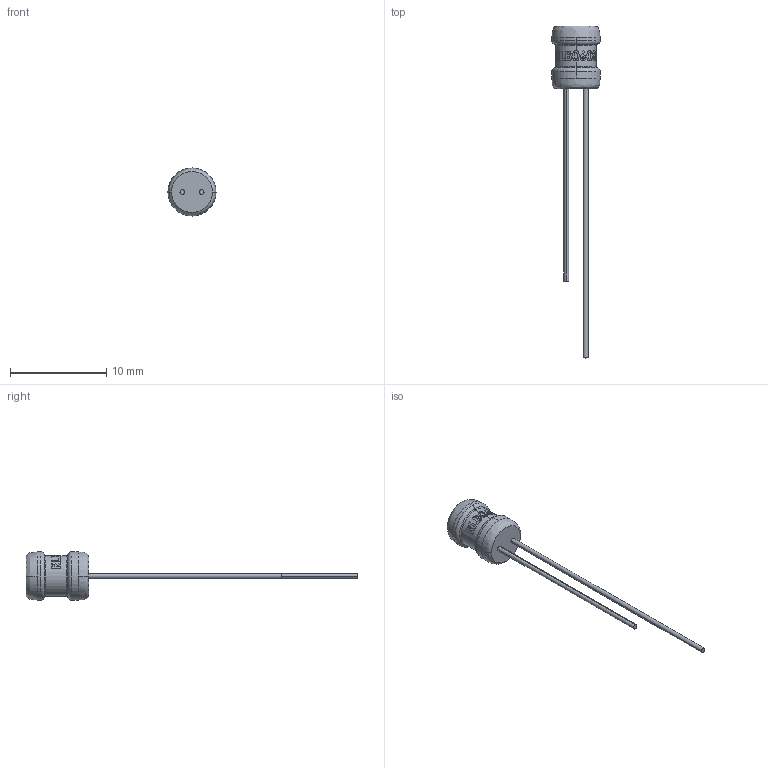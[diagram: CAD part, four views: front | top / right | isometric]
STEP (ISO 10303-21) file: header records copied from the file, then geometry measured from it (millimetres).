
FILE_DESCRIPTION (( 'STEP AP214' ), '1' );
FILE_NAME ('User Library-RLB 0608.STEP', '2017-05-09T01:10:27', ( 'Windows User' ), ( '' ), 'SwSTEP 2.0', 'SolidWorks 2017', '' );
FILE_SCHEMA (( 'AUTOMOTIVE_DESIGN' ));
Length unit declared in the file: millimetre
Products named in the file (1): User Library-RLB 0608
Bounding box: 5 x 34.5 x 5 mm (x, y, z)
Volume: 120.3 mm3; surface area: 207.4 mm2
Topology: 1 solids, 1 shells, 127 faces, 315 edges, 206 vertices
Faces by surface type: bspline 66, plane 28, cylinder 25, torus 8
Entity records: 9249 total; most frequent: CARTESIAN_POINT 5388, ORIENTED_EDGE 630, EDGE_CURVE 315, DIRECTION 311, VERTEX_POINT 206, B_SPLINE_CURVE_WITH_KNOTS 198, EDGE_LOOP 143, AXIS2_PLACEMENT_3D 132
